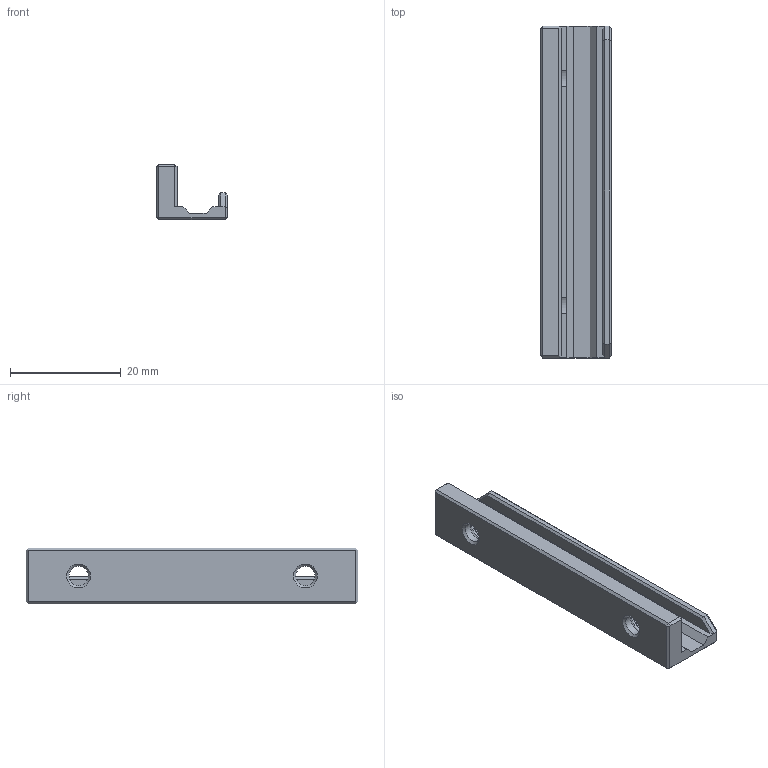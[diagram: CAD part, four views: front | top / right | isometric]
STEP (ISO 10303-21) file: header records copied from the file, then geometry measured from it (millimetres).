
FILE_DESCRIPTION(/* description */ (''),/* implementation_level */ '2;1');
FILE_NAME(/* name */ 'claw_bottom.stp',/* time_stamp */ '2023-04-19T23:52:56+02:00',/* author */ ('André'),/* organization */ (''),/* preprocessor_version */ 'ST-DEVELOPER v17',/* originating_system */ 'Autodesk Inventor 2019',/* authorisation */ '');
FILE_SCHEMA (('AUTOMOTIVE_DESIGN { 1 0 10303 214 3 1 1 }'));
Length unit declared in the file: millimetre
Products named in the file (1): claw_bottom_inserts
Bounding box: 12.8 x 60 x 10.1 mm (x, y, z)
Volume: 3315.9 mm3; surface area: 3145.3 mm2
Topology: 1 solids, 1 shells, 71 faces, 170 edges, 102 vertices
Faces by surface type: plane 61, cone 6, cylinder 4
Full cylindrical faces by diameter (mm): 3.5 x2, 6 x2
Entity records: 2033 total; most frequent: CARTESIAN_POINT 352, ORIENTED_EDGE 340, DIRECTION 328, EDGE_CURVE 170, LINE 148, VECTOR 148, VERTEX_POINT 102, AXIS2_PLACEMENT_3D 90
